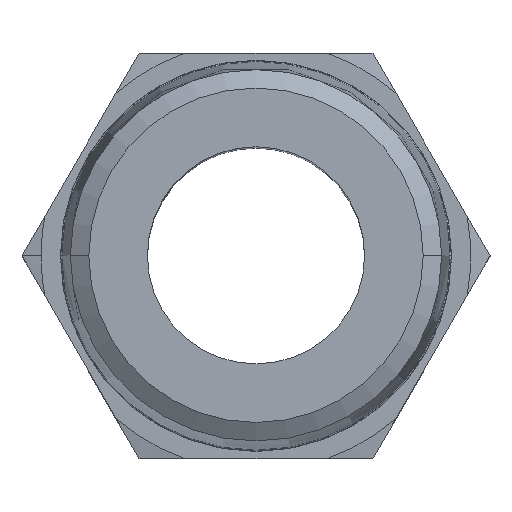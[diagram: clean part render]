
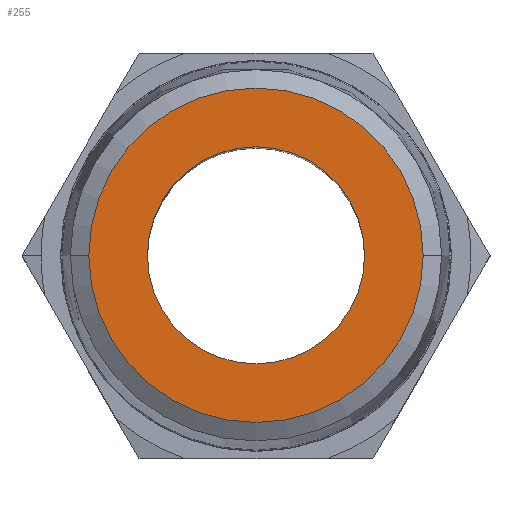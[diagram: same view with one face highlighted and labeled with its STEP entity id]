
A CAD part, top view. The second image highlights one B-rep face of the part: STEP entity #255.
In plain terms, the highlighted planar face has unit normal (0, 0, 1).
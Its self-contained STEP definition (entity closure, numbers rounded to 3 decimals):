
#76 = VERTEX_POINT ( 'NONE', #393 ) ;
#81 = VERTEX_POINT ( 'NONE', #436 ) ;
#97 = EDGE_CURVE ( 'NONE', #76, #81, #482, .T. ) ;
#134 = ORIENTED_EDGE ( 'NONE', *, *, #259, .T. ) ;
#142 = EDGE_CURVE ( 'NONE', #81, #76, #824, .T. ) ;
#144 = ORIENTED_EDGE ( 'NONE', *, *, #97, .F. ) ;
#171 = EDGE_CURVE ( 'NONE', #173, #186, #885, .T. ) ;
#173 = VERTEX_POINT ( 'NONE', #878 ) ;
#186 = VERTEX_POINT ( 'NONE', #910 ) ;
#252 = EDGE_LOOP ( 'NONE', ( #256, #144 ) ) ;
#255 = ADVANCED_FACE ( 'NONE', ( #1051, #1047 ), #1046, .F. ) ;
#256 = ORIENTED_EDGE ( 'NONE', *, *, #142, .F. ) ;
#257 = EDGE_LOOP ( 'NONE', ( #134, #260 ) ) ;
#259 = EDGE_CURVE ( 'NONE', #186, #173, #1036, .T. ) ;
#260 = ORIENTED_EDGE ( 'NONE', *, *, #171, .T. ) ;
#393 = CARTESIAN_POINT ( 'NONE',  ( -3.75, 0., 14. ) ) ;
#436 = CARTESIAN_POINT ( 'NONE',  ( 3.75, 0., 14. ) ) ;
#478 = DIRECTION ( 'NONE',  ( 1., 0., 0. ) ) ;
#479 = DIRECTION ( 'NONE',  ( 0., 0., 1. ) ) ;
#480 = CARTESIAN_POINT ( 'NONE',  ( 0., 0., 14. ) ) ;
#481 = AXIS2_PLACEMENT_3D ( 'NONE', #480, #479, #478 ) ;
#482 = CIRCLE ( 'NONE', #481, 3.75 ) ;
#820 = DIRECTION ( 'NONE',  ( 1., 0., 0. ) ) ;
#821 = DIRECTION ( 'NONE',  ( 0., 0., 1. ) ) ;
#822 = CARTESIAN_POINT ( 'NONE',  ( 0., 0., 14. ) ) ;
#823 = AXIS2_PLACEMENT_3D ( 'NONE', #822, #821, #820 ) ;
#824 = CIRCLE ( 'NONE', #823, 3.75 ) ;
#878 = CARTESIAN_POINT ( 'NONE',  ( 5.775, 0., 14. ) ) ;
#882 = DIRECTION ( 'NONE',  ( 1., 0., 0. ) ) ;
#883 = DIRECTION ( 'NONE',  ( 0., 0., 1. ) ) ;
#884 = AXIS2_PLACEMENT_3D ( 'NONE', #891, #883, #882 ) ;
#885 = CIRCLE ( 'NONE', #884, 5.775 ) ;
#891 = CARTESIAN_POINT ( 'NONE',  ( 0., 0., 14. ) ) ;
#910 = CARTESIAN_POINT ( 'NONE',  ( -5.775, 0., 14. ) ) ;
#1032 = DIRECTION ( 'NONE',  ( 1., 0., 0. ) ) ;
#1033 = DIRECTION ( 'NONE',  ( 0., 0., 1. ) ) ;
#1034 = CARTESIAN_POINT ( 'NONE',  ( 0., 0., 14. ) ) ;
#1035 = AXIS2_PLACEMENT_3D ( 'NONE', #1034, #1033, #1032 ) ;
#1036 = CIRCLE ( 'NONE', #1035, 5.775 ) ;
#1041 = DIRECTION ( 'NONE',  ( -1., 0., 0. ) ) ;
#1042 = DIRECTION ( 'NONE',  ( 0., 0., -1. ) ) ;
#1043 = AXIS2_PLACEMENT_3D ( 'NONE', #1045, #1042, #1041 ) ;
#1045 = CARTESIAN_POINT ( 'NONE',  ( 0., 6.4, 14. ) ) ;
#1046 = PLANE ( 'NONE',  #1043 ) ;
#1047 = FACE_OUTER_BOUND ( 'NONE', #257, .T. ) ;
#1051 = FACE_BOUND ( 'NONE', #252, .T. ) ;
